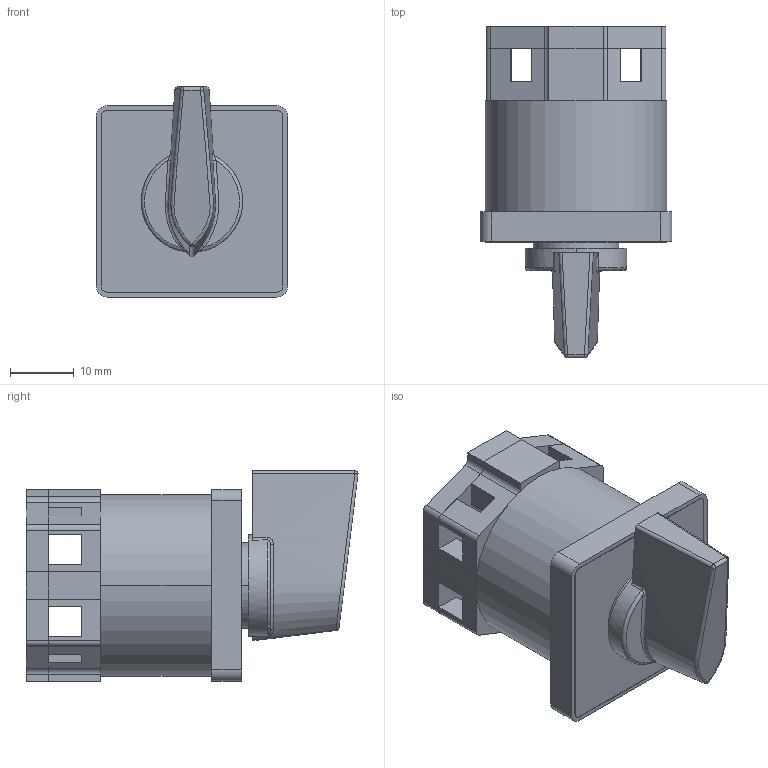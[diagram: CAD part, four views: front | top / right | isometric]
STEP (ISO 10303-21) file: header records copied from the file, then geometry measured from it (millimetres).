
FILE_DESCRIPTION (( 'STEP AP214' ), '1' );
FILE_NAME ('Ñáîðêà ìàëûé 1.STEP', '2023-07-12T20:59:25', ( '' ), ( '' ), 'SwSTEP 2.0', 'SolidWorks 2022', '' );
FILE_SCHEMA (( 'AUTOMOTIVE_DESIGN' ));
Length unit declared in the file: millimetre
Products named in the file (13): Проставка Круглая; Проставка; Клеммная; Сборка малый 1; Бирка; Направляйка клеммная; Крутилка; Направляйка дно; Дно; Сборка дно; Шток; Сборка клеммная; Сборка ключ
Assembly tree (14 placements, depth 3):
  Сборка малый 1
    Сборка ключ
      Крутилка
      Шток
      Бирка
      Проставка
      Проставка Круглая
    Сборка клеммная
      Клеммная
      Направляйка клеммная  x2
    Сборка дно
      Дно
      Направляйка дно  x2
Bounding box: 30 x 52.01 x 32.95 mm (x, y, z)
Volume: 19346.5 mm3; surface area: 16464.9 mm2
Topology: 11 solids, 12 shells, 376 faces, 983 edges, 649 vertices
Faces by surface type: plane 221, cylinder 127, bspline 21, sphere 5, torus 2
Entity records: 12573 total; most frequent: CARTESIAN_POINT 3105, ORIENTED_EDGE 1870, DIRECTION 1866, EDGE_CURVE 935, AXIS2_PLACEMENT_3D 635, VERTEX_POINT 617, LINE 596, VECTOR 596
